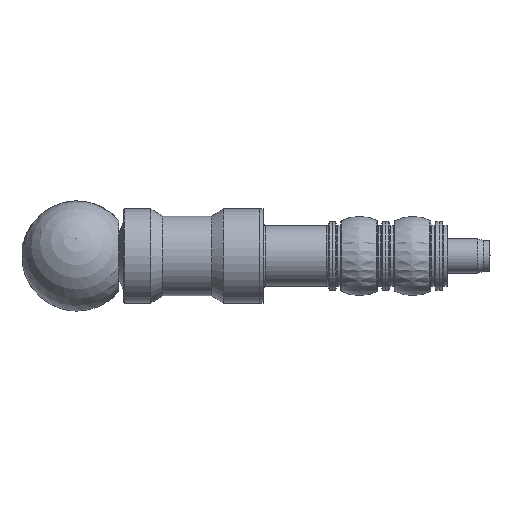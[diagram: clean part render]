
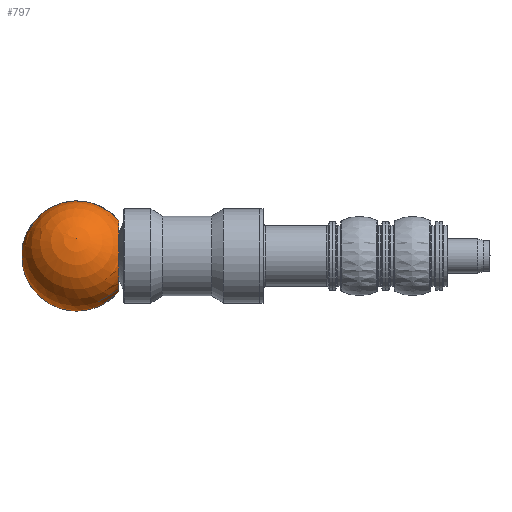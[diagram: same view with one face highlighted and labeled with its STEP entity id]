
A CAD part, left-side view. The second image highlights one B-rep face of the part: STEP entity #797.
In plain terms, the highlighted spherical face has radius 72.5 mm.
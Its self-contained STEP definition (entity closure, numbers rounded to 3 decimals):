
#272=FACE_BOUND('',#335,.T.);
#335=EDGE_LOOP('',(#662));
#467=CIRCLE('',#877,46.648);
#530=VERTEX_POINT('',#1375);
#596=EDGE_CURVE('',#530,#530,#467,.T.);
#662=ORIENTED_EDGE('',*,*,#596,.F.);
#794=SPHERICAL_SURFACE('',#876,72.5);
#797=ADVANCED_FACE('',(#272),#794,.T.);
#876=AXIS2_PLACEMENT_3D('',#1374,#1043,#1044);
#877=AXIS2_PLACEMENT_3D('',#1376,#1045,#1046);
#1043=DIRECTION('center_axis',(0.,0.,1.));
#1044=DIRECTION('ref_axis',(1.,0.,0.));
#1045=DIRECTION('center_axis',(0.,-1.,0.));
#1046=DIRECTION('ref_axis',(1.,0.,0.));
#1374=CARTESIAN_POINT('Origin',(150.,266.5,0.));
#1375=CARTESIAN_POINT('',(196.648,211.,0.));
#1376=CARTESIAN_POINT('Origin',(150.,211.,0.));
